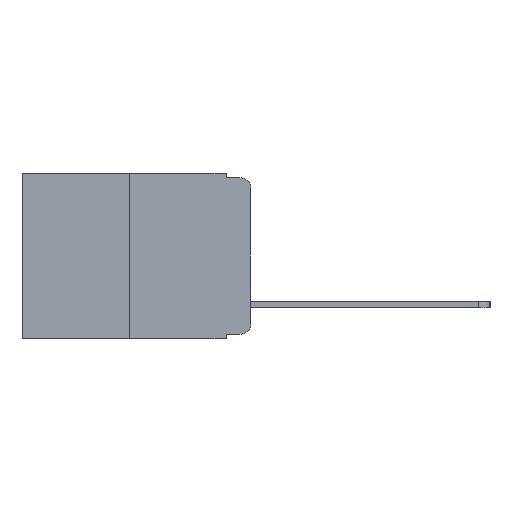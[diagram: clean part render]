
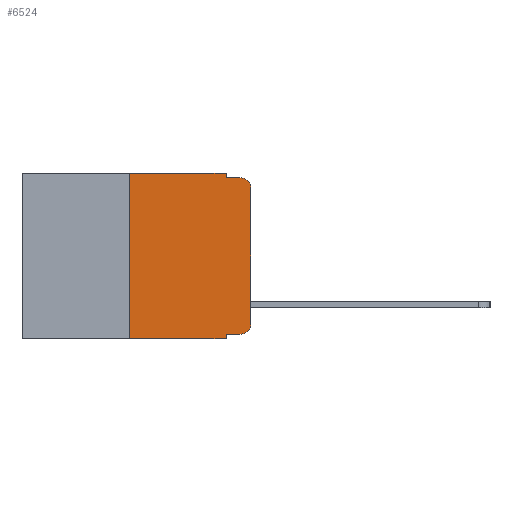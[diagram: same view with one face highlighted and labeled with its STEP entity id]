
A CAD part, left-side view. The second image highlights one B-rep face of the part: STEP entity #6524.
In plain terms, the highlighted planar face has unit normal (-1, 0, 0).
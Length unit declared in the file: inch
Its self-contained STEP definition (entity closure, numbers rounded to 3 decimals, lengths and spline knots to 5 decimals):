
#153 = ORIENTED_EDGE ( 'NONE', *, *, #1305, .T. ) ;
#283 = CARTESIAN_POINT ( 'NONE',  ( 0., 0., 0. ) ) ;
#426 = FACE_OUTER_BOUND ( 'NONE', #558, .T. ) ;
#450 = LINE ( 'NONE', #6276, #10512 ) ;
#554 = EDGE_CURVE ( 'NONE', #3857, #5643, #12189, .T. ) ;
#558 = EDGE_LOOP ( 'NONE', ( #9506, #5350, #11304, #7564, #12419, #6773, #5225, #2826, #153, #4088 ) ) ;
#661 = VERTEX_POINT ( 'NONE', #10687 ) ;
#721 = VERTEX_POINT ( 'NONE', #10868 ) ;
#749 = VERTEX_POINT ( 'NONE', #8853 ) ;
#1305 = EDGE_CURVE ( 'NONE', #3857, #2196, #11094, .T. ) ;
#1978 = EDGE_CURVE ( 'NONE', #2196, #749, #10935, .T. ) ;
#2055 = CARTESIAN_POINT ( 'NONE',  ( 0., 0.051, -0.333 ) ) ;
#2196 = VERTEX_POINT ( 'NONE', #3370 ) ;
#2411 = EDGE_CURVE ( 'NONE', #8452, #9440, #4823, .T. ) ;
#2580 = VECTOR ( 'NONE', #5006, 39.37008 ) ;
#2648 = DIRECTION ( 'NONE',  ( 0., -1., 0. ) ) ;
#2660 = VECTOR ( 'NONE', #8281, 39.37008 ) ;
#2826 = ORIENTED_EDGE ( 'NONE', *, *, #554, .F. ) ;
#2969 = AXIS2_PLACEMENT_3D ( 'NONE', #7526, #3754, #3669 ) ;
#3083 = VERTEX_POINT ( 'NONE', #5378 ) ;
#3370 = CARTESIAN_POINT ( 'NONE',  ( 0., 0.02, -0.333 ) ) ;
#3669 = DIRECTION ( 'NONE',  ( 0., 0., -1. ) ) ;
#3754 = DIRECTION ( 'NONE',  ( 1., 0., 0. ) ) ;
#3857 = VERTEX_POINT ( 'NONE', #2055 ) ;
#3866 = CARTESIAN_POINT ( 'NONE',  ( 0., 0.051, -0.343 ) ) ;
#3925 = CIRCLE ( 'NONE', #8392, 0.02 ) ;
#4088 = ORIENTED_EDGE ( 'NONE', *, *, #1978, .T. ) ;
#4149 = CARTESIAN_POINT ( 'NONE',  ( 0., 0.02, -0.01 ) ) ;
#4245 = CARTESIAN_POINT ( 'NONE',  ( 0., 0.051, 0. ) ) ;
#4371 = DIRECTION ( 'NONE',  ( -1., 0., 0. ) ) ;
#4379 = PLANE ( 'NONE',  #2969 ) ;
#4541 = DIRECTION ( 'NONE',  ( 0., -1., 0. ) ) ;
#4789 = CARTESIAN_POINT ( 'NONE',  ( 0., 0.051, -0.333 ) ) ;
#4823 = LINE ( 'NONE', #7753, #5120 ) ;
#5006 = DIRECTION ( 'NONE',  ( 0., -1., 0. ) ) ;
#5120 = VECTOR ( 'NONE', #4541, 39.37008 ) ;
#5135 = CARTESIAN_POINT ( 'NONE',  ( 0., 0.473, -0.343 ) ) ;
#5159 = VERTEX_POINT ( 'NONE', #4149 ) ;
#5225 = ORIENTED_EDGE ( 'NONE', *, *, #6983, .T. ) ;
#5350 = ORIENTED_EDGE ( 'NONE', *, *, #10558, .T. ) ;
#5378 = CARTESIAN_POINT ( 'NONE',  ( 0., 0., -0.03 ) ) ;
#5643 = VERTEX_POINT ( 'NONE', #3866 ) ;
#5933 = CARTESIAN_POINT ( 'NONE',  ( 0., 0.051, 0. ) ) ;
#6276 = CARTESIAN_POINT ( 'NONE',  ( 0., 0.25, 0. ) ) ;
#6277 = CARTESIAN_POINT ( 'NONE',  ( 0., 0.25, 0. ) ) ;
#6524 = ADVANCED_FACE ( 'NONE', ( #426 ), #4379, .F. ) ;
#6773 = ORIENTED_EDGE ( 'NONE', *, *, #12318, .F. ) ;
#6983 = EDGE_CURVE ( 'NONE', #721, #5643, #10486, .T. ) ;
#7456 = LINE ( 'NONE', #10325, #9715 ) ;
#7526 = CARTESIAN_POINT ( 'NONE',  ( 0., 0.473, 0. ) ) ;
#7564 = ORIENTED_EDGE ( 'NONE', *, *, #11729, .F. ) ;
#7753 = CARTESIAN_POINT ( 'NONE',  ( 0., 0.473, 0. ) ) ;
#7991 = DIRECTION ( 'NONE',  ( 0., -1., 0. ) ) ;
#8281 = DIRECTION ( 'NONE',  ( 0., 0., 1. ) ) ;
#8392 = AXIS2_PLACEMENT_3D ( 'NONE', #10053, #4371, #10898 ) ;
#8396 = DIRECTION ( 'NONE',  ( -1., 0., 0. ) ) ;
#8452 = VERTEX_POINT ( 'NONE', #6277 ) ;
#8486 = DIRECTION ( 'NONE',  ( 0., 0., -1. ) ) ;
#8709 = VECTOR ( 'NONE', #2648, 39.37008 ) ;
#8853 = CARTESIAN_POINT ( 'NONE',  ( 0., 0., -0.313 ) ) ;
#8881 = DIRECTION ( 'NONE',  ( 0., 0., 1. ) ) ;
#9440 = VERTEX_POINT ( 'NONE', #5933 ) ;
#9506 = ORIENTED_EDGE ( 'NONE', *, *, #9986, .T. ) ;
#9715 = VECTOR ( 'NONE', #7991, 39.37008 ) ;
#9849 = DIRECTION ( 'NONE',  ( 0., 0., -1. ) ) ;
#9870 = VECTOR ( 'NONE', #10135, 39.37008 ) ;
#9986 = EDGE_CURVE ( 'NONE', #749, #3083, #12334, .T. ) ;
#10013 = CARTESIAN_POINT ( 'NONE',  ( 0., 0.051, 0. ) ) ;
#10053 = CARTESIAN_POINT ( 'NONE',  ( 0., 0.02, -0.03 ) ) ;
#10135 = DIRECTION ( 'NONE',  ( 0., 0., -1. ) ) ;
#10325 = CARTESIAN_POINT ( 'NONE',  ( 0., 0.051, -0.01 ) ) ;
#10486 = LINE ( 'NONE', #5135, #2580 ) ;
#10512 = VECTOR ( 'NONE', #8881, 39.37008 ) ;
#10558 = EDGE_CURVE ( 'NONE', #3083, #5159, #3925, .T. ) ;
#10642 = CARTESIAN_POINT ( 'NONE',  ( 0., 0.02, -0.313 ) ) ;
#10687 = CARTESIAN_POINT ( 'NONE',  ( 0., 0.051, -0.01 ) ) ;
#10868 = CARTESIAN_POINT ( 'NONE',  ( 0., 0.25, -0.343 ) ) ;
#10898 = DIRECTION ( 'NONE',  ( 0., 0., -1. ) ) ;
#10935 = CIRCLE ( 'NONE', #12035, 0.02 ) ;
#11094 = LINE ( 'NONE', #4789, #8709 ) ;
#11150 = EDGE_CURVE ( 'NONE', #661, #5159, #7456, .T. ) ;
#11304 = ORIENTED_EDGE ( 'NONE', *, *, #11150, .F. ) ;
#11729 = EDGE_CURVE ( 'NONE', #9440, #661, #12154, .T. ) ;
#11883 = VECTOR ( 'NONE', #9849, 39.37008 ) ;
#12035 = AXIS2_PLACEMENT_3D ( 'NONE', #10642, #8396, #8486 ) ;
#12154 = LINE ( 'NONE', #4245, #11883 ) ;
#12189 = LINE ( 'NONE', #10013, #9870 ) ;
#12318 = EDGE_CURVE ( 'NONE', #721, #8452, #450, .T. ) ;
#12334 = LINE ( 'NONE', #283, #2660 ) ;
#12419 = ORIENTED_EDGE ( 'NONE', *, *, #2411, .F. ) ;
